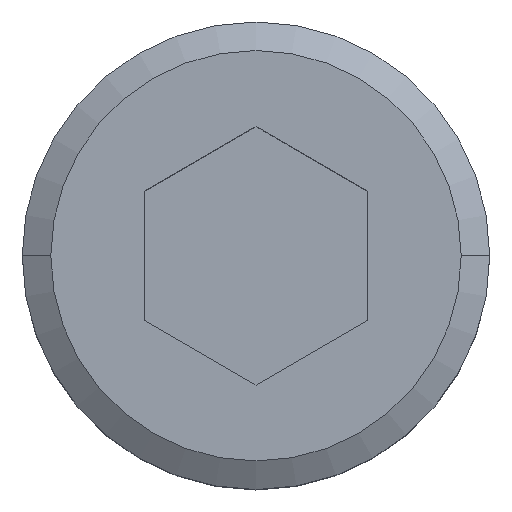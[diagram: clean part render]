
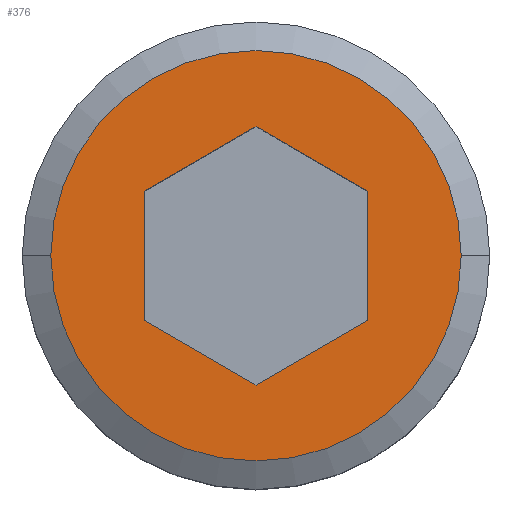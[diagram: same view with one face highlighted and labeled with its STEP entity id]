
A CAD part, top view. The second image highlights one B-rep face of the part: STEP entity #376.
In plain terms, the highlighted planar face has unit normal (0, 0, 1).
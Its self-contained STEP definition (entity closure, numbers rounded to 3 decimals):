
#5 = CARTESIAN_POINT ( 'NONE',  ( 2.035, 1.175, 5. ) ) ;
#8 = CARTESIAN_POINT ( 'NONE',  ( 2.035, 1.175, 5. ) ) ;
#25 = LINE ( 'NONE', #447, #255 ) ;
#44 = LINE ( 'NONE', #293, #466 ) ;
#55 = VECTOR ( 'NONE', #513, 1000. ) ;
#56 = VERTEX_POINT ( 'NONE', #150 ) ;
#63 = CARTESIAN_POINT ( 'NONE',  ( -2.035, 1.175, 5. ) ) ;
#67 = DIRECTION ( 'NONE',  ( 0., -1., 0. ) ) ;
#68 = VECTOR ( 'NONE', #67, 1000. ) ;
#86 = VERTEX_POINT ( 'NONE', #8 ) ;
#95 = CARTESIAN_POINT ( 'NONE',  ( 0., 0., 5. ) ) ;
#100 = EDGE_CURVE ( 'NONE', #452, #56, #181, .T. ) ;
#109 = DIRECTION ( 'NONE',  ( 1., 0., 0. ) ) ;
#117 = FACE_OUTER_BOUND ( 'NONE', #199, .T. ) ;
#119 = ORIENTED_EDGE ( 'NONE', *, *, #187, .F. ) ;
#124 = VERTEX_POINT ( 'NONE', #476 ) ;
#132 = EDGE_LOOP ( 'NONE', ( #287, #352, #325, #119, #358, #317 ) ) ;
#139 = DIRECTION ( 'NONE',  ( 0., 0., 1. ) ) ;
#140 = LINE ( 'NONE', #5, #337 ) ;
#147 = CIRCLE ( 'NONE', #497, 3.73 ) ;
#149 = DIRECTION ( 'NONE',  ( 0.866, 0.5, 0. ) ) ;
#150 = CARTESIAN_POINT ( 'NONE',  ( -2.035, 1.175, 5. ) ) ;
#155 = AXIS2_PLACEMENT_3D ( 'NONE', #95, #329, #327 ) ;
#171 = CARTESIAN_POINT ( 'NONE',  ( -3.73, 0., 5. ) ) ;
#181 = LINE ( 'NONE', #342, #55 ) ;
#185 = CARTESIAN_POINT ( 'NONE',  ( 2.035, -1.175, 5. ) ) ;
#187 = EDGE_CURVE ( 'NONE', #440, #124, #25, .T. ) ;
#192 = CARTESIAN_POINT ( 'NONE',  ( 0., -2.35, 5. ) ) ;
#196 = CIRCLE ( 'NONE', #284, 3.73 ) ;
#199 = EDGE_LOOP ( 'NONE', ( #494, #307 ) ) ;
#209 = DIRECTION ( 'NONE',  ( -0.866, 0.5, 0. ) ) ;
#230 = CARTESIAN_POINT ( 'NONE',  ( -2.035, -1.175, 5. ) ) ;
#243 = CARTESIAN_POINT ( 'NONE',  ( 0., 0., 5. ) ) ;
#247 = EDGE_CURVE ( 'NONE', #495, #86, #44, .T. ) ;
#253 = PLANE ( 'NONE',  #155 ) ;
#255 = VECTOR ( 'NONE', #465, 1000. ) ;
#284 = AXIS2_PLACEMENT_3D ( 'NONE', #243, #139, #109 ) ;
#287 = ORIENTED_EDGE ( 'NONE', *, *, #304, .F. ) ;
#293 = CARTESIAN_POINT ( 'NONE',  ( 2.035, -1.175, 5. ) ) ;
#304 = EDGE_CURVE ( 'NONE', #86, #452, #140, .T. ) ;
#307 = ORIENTED_EDGE ( 'NONE', *, *, #416, .T. ) ;
#309 = CARTESIAN_POINT ( 'NONE',  ( 0., 2.35, 5. ) ) ;
#316 = VECTOR ( 'NONE', #149, 1000. ) ;
#317 = ORIENTED_EDGE ( 'NONE', *, *, #100, .F. ) ;
#325 = ORIENTED_EDGE ( 'NONE', *, *, #491, .F. ) ;
#327 = DIRECTION ( 'NONE',  ( 1., 0., 0. ) ) ;
#329 = DIRECTION ( 'NONE',  ( 0., 0., 1. ) ) ;
#335 = CARTESIAN_POINT ( 'NONE',  ( 3.73, 0., 5. ) ) ;
#337 = VECTOR ( 'NONE', #209, 1000. ) ;
#339 = VERTEX_POINT ( 'NONE', #171 ) ;
#342 = CARTESIAN_POINT ( 'NONE',  ( 0., 2.35, 5. ) ) ;
#352 = ORIENTED_EDGE ( 'NONE', *, *, #247, .F. ) ;
#354 = EDGE_CURVE ( 'NONE', #339, #374, #147, .T. ) ;
#358 = ORIENTED_EDGE ( 'NONE', *, *, #523, .F. ) ;
#366 = CARTESIAN_POINT ( 'NONE',  ( 0., 0., 5. ) ) ;
#371 = DIRECTION ( 'NONE',  ( 0., 0., 1. ) ) ;
#374 = VERTEX_POINT ( 'NONE', #335 ) ;
#375 = DIRECTION ( 'NONE',  ( 1., 0., 0. ) ) ;
#376 = ADVANCED_FACE ( 'NONE', ( #432, #117 ), #253, .T. ) ;
#416 = EDGE_CURVE ( 'NONE', #374, #339, #196, .T. ) ;
#432 = FACE_BOUND ( 'NONE', #132, .T. ) ;
#440 = VERTEX_POINT ( 'NONE', #230 ) ;
#447 = CARTESIAN_POINT ( 'NONE',  ( -2.035, -1.175, 5. ) ) ;
#448 = DIRECTION ( 'NONE',  ( 0., 1., 0. ) ) ;
#452 = VERTEX_POINT ( 'NONE', #309 ) ;
#465 = DIRECTION ( 'NONE',  ( 0.866, -0.5, 0. ) ) ;
#466 = VECTOR ( 'NONE', #448, 1000. ) ;
#476 = CARTESIAN_POINT ( 'NONE',  ( 0., -2.35, 5. ) ) ;
#477 = LINE ( 'NONE', #63, #68 ) ;
#482 = LINE ( 'NONE', #192, #316 ) ;
#491 = EDGE_CURVE ( 'NONE', #124, #495, #482, .T. ) ;
#494 = ORIENTED_EDGE ( 'NONE', *, *, #354, .T. ) ;
#495 = VERTEX_POINT ( 'NONE', #185 ) ;
#497 = AXIS2_PLACEMENT_3D ( 'NONE', #366, #371, #375 ) ;
#513 = DIRECTION ( 'NONE',  ( -0.866, -0.5, 0. ) ) ;
#523 = EDGE_CURVE ( 'NONE', #56, #440, #477, .T. ) ;
